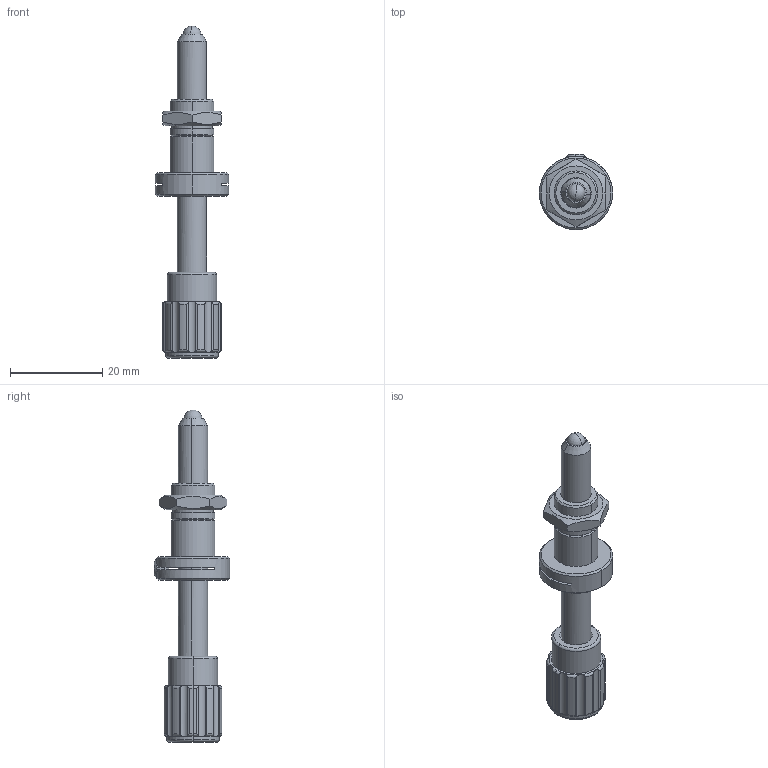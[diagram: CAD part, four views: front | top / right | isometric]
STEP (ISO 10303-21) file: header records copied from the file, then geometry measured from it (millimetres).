
FILE_DESCRIPTION((''),'2;1');
FILE_NAME('AJS100-1','2022-05-10T22:15:44',('Administrator'),(''),'CREO PARAMETRIC BY PTC INC, 2019030','CREO PARAMETRIC BY PTC INC, 2019030','');
FILE_SCHEMA(('AUTOMOTIVE_DESIGN { 1 0 10303 214 1 1 1 1 }'));
Length unit declared in the file: inch
Products named in the file (1): AJS100-1
Bounding box: 15.88 x 16.32 x 71.89 mm (x, y, z)
Volume: 4816.3 mm3; surface area: 3754.1 mm2
Topology: 1 solids, 3 shells, 226 faces, 609 edges, 385 vertices
Faces by surface type: cylinder 81, plane 58, cone 57, torus 26, sphere 4
Entity records: 9488 total; most frequent: CARTESIAN_POINT 1993, ORIENTED_EDGE 1194, DIRECTION 1141, PRESENTATION_STYLE_ASSIGNMENT 598, STYLED_ITEM 598, CURVE_STYLE 597, EDGE_CURVE 597, AXIS2_PLACEMENT_3D 466
